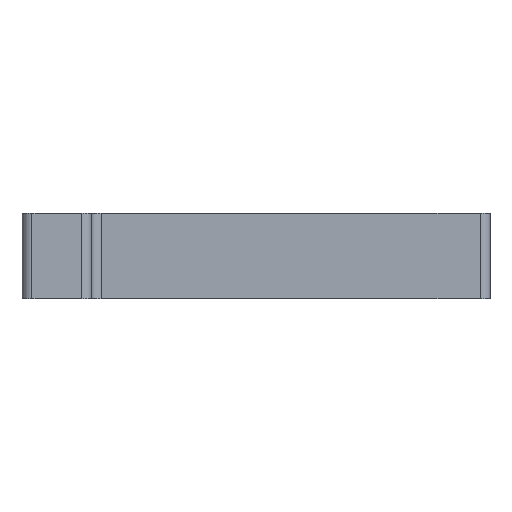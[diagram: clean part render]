
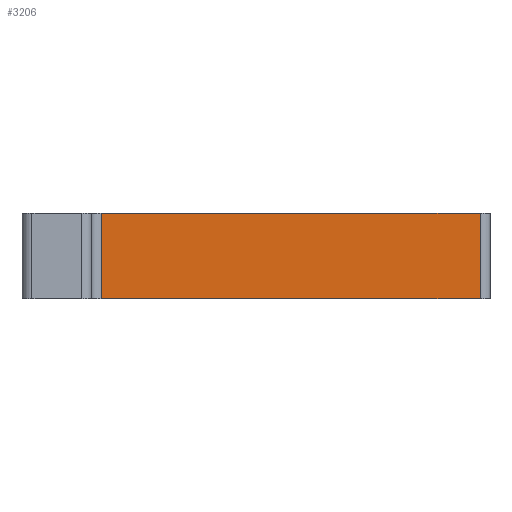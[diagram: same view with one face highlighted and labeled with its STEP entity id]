
A CAD part, front view. The second image highlights one B-rep face of the part: STEP entity #3206.
In plain terms, the highlighted planar face has unit normal (0, -1, 0).
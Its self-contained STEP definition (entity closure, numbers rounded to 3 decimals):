
#26 = DIRECTION ( 'NONE',  ( 0., 0., -1. ) ) ;
#32 = ORIENTED_EDGE ( 'NONE', *, *, #2460, .T. ) ;
#65 = CARTESIAN_POINT ( 'NONE',  ( 32., -43., -40.311 ) ) ;
#99 = FACE_OUTER_BOUND ( 'NONE', #3314, .T. ) ;
#189 = CARTESIAN_POINT ( 'NONE',  ( -6., -43., 0. ) ) ;
#487 = CARTESIAN_POINT ( 'NONE',  ( 32., -43., 0. ) ) ;
#491 = VERTEX_POINT ( 'NONE', #2979 ) ;
#514 = VERTEX_POINT ( 'NONE', #487 ) ;
#515 = VERTEX_POINT ( 'NONE', #2837 ) ;
#539 = CARTESIAN_POINT ( 'NONE',  ( -7., -43., 0. ) ) ;
#629 = DIRECTION ( 'NONE',  ( 0., 1., 0. ) ) ;
#669 = DIRECTION ( 'NONE',  ( -1., 0., 0. ) ) ;
#794 = DIRECTION ( 'NONE',  ( -1., 0., 0. ) ) ;
#822 = VERTEX_POINT ( 'NONE', #1881 ) ;
#840 = VECTOR ( 'NONE', #2687, 1000. ) ;
#864 = PLANE ( 'NONE',  #1959 ) ;
#884 = CARTESIAN_POINT ( 'NONE',  ( -7., -43., -40.311 ) ) ;
#1018 = ORIENTED_EDGE ( 'NONE', *, *, #1187, .T. ) ;
#1077 = ORIENTED_EDGE ( 'NONE', *, *, #1816, .F. ) ;
#1184 = LINE ( 'NONE', #1469, #1999 ) ;
#1187 = EDGE_CURVE ( 'NONE', #514, #491, #1699, .T. ) ;
#1258 = EDGE_CURVE ( 'NONE', #491, #822, #1184, .T. ) ;
#1282 = VECTOR ( 'NONE', #794, 1000. ) ;
#1469 = CARTESIAN_POINT ( 'NONE',  ( -7., -43., 8.591 ) ) ;
#1482 = LINE ( 'NONE', #189, #1676 ) ;
#1676 = VECTOR ( 'NONE', #26, 1000. ) ;
#1699 = LINE ( 'NONE', #65, #840 ) ;
#1816 = EDGE_CURVE ( 'NONE', #514, #515, #2615, .T. ) ;
#1881 = CARTESIAN_POINT ( 'NONE',  ( -6., -43., 8.591 ) ) ;
#1959 = AXIS2_PLACEMENT_3D ( 'NONE', #884, #629, #2688 ) ;
#1999 = VECTOR ( 'NONE', #669, 1000. ) ;
#2460 = EDGE_CURVE ( 'NONE', #822, #515, #1482, .T. ) ;
#2528 = ORIENTED_EDGE ( 'NONE', *, *, #1258, .T. ) ;
#2615 = LINE ( 'NONE', #539, #1282 ) ;
#2687 = DIRECTION ( 'NONE',  ( 0., 0., 1. ) ) ;
#2688 = DIRECTION ( 'NONE',  ( 0., 0., 1. ) ) ;
#2837 = CARTESIAN_POINT ( 'NONE',  ( -6., -43., 0. ) ) ;
#2979 = CARTESIAN_POINT ( 'NONE',  ( 32., -43., 8.591 ) ) ;
#3206 = ADVANCED_FACE ( 'NONE', ( #99 ), #864, .F. ) ;
#3314 = EDGE_LOOP ( 'NONE', ( #1077, #1018, #2528, #32 ) ) ;
